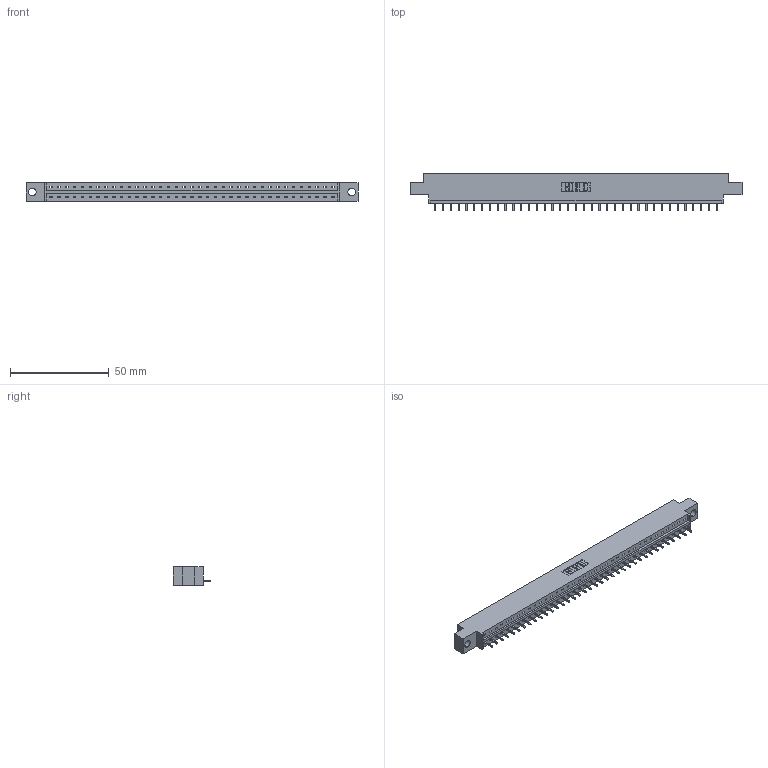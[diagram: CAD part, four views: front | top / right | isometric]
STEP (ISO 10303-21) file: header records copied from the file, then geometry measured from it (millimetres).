
FILE_DESCRIPTION (( 'STEP AP203' ), '1' );
FILE_NAME ('333-037-521-604.STEP', '2018-08-03T02:21:20', ( '' ), ( '' ), 'SwSTEP 2.0', 'SolidWorks 2016', '' );
FILE_SCHEMA (( 'CONFIG_CONTROL_DESIGN' ));
Length unit declared in the file: inch
Products named in the file (3): 333 Part_Offset - .156 Dia - TH; 345-292-001_345-293-121; 333-037-521-604
Assembly tree (38 placements, depth 2):
  333-037-521-604
    333 Part_Offset - .156 Dia - TH
    345-292-001_345-293-121  x37
Bounding box: 168.15 x 19.06 x 9.4 mm (x, y, z)
Volume: 16456.5 mm3; surface area: 17329.7 mm2
Topology: 38 solids, 38 shells, 2264 faces, 6835 edges, 4506 vertices
Faces by surface type: plane 1628, cylinder 636
Entity records: 23419 total; most frequent: CARTESIAN_POINT 4049, ORIENTED_EDGE 4022, DIRECTION 3425, EDGE_CURVE 2011, LINE 1883, VECTOR 1883, VERTEX_POINT 1338, AXIS2_PLACEMENT_3D 771
